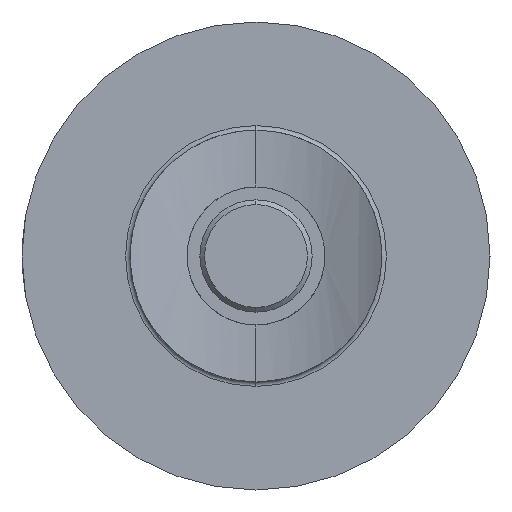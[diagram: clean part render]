
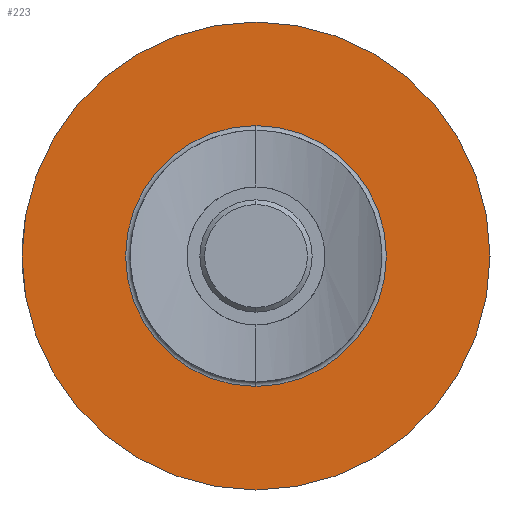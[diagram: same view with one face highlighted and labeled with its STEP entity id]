
A CAD part, left-side view. The second image highlights one B-rep face of the part: STEP entity #223.
In plain terms, the highlighted planar face has unit normal (-1, 0, 0).
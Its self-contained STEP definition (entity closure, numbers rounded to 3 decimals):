
#16 = CIRCLE ( 'NONE', #1429, 13.933 ) ;
#70 = EDGE_CURVE ( 'NONE', #972, #682, #848, .T. ) ;
#130 = VERTEX_POINT ( 'NONE', #216 ) ;
#168 = CARTESIAN_POINT ( 'NONE',  ( -5.728, 0., -25. ) ) ;
#216 = CARTESIAN_POINT ( 'NONE',  ( -5.728, 0., 13.933 ) ) ;
#223 = ADVANCED_FACE ( 'NONE', ( #686, #225 ), #879, .F. ) ;
#225 = FACE_OUTER_BOUND ( 'NONE', #941, .T. ) ;
#282 = DIRECTION ( 'NONE',  ( -1., 0., 0. ) ) ;
#287 = ORIENTED_EDGE ( 'NONE', *, *, #316, .T. ) ;
#291 = DIRECTION ( 'NONE',  ( 0., 0., 1. ) ) ;
#295 = ORIENTED_EDGE ( 'NONE', *, *, #70, .T. ) ;
#316 = EDGE_CURVE ( 'NONE', #682, #972, #467, .T. ) ;
#332 = DIRECTION ( 'NONE',  ( 0., 0., -1. ) ) ;
#355 = CARTESIAN_POINT ( 'NONE',  ( -5.728, 0., 0. ) ) ;
#356 = DIRECTION ( 'NONE',  ( 0., 0., -1. ) ) ;
#370 = AXIS2_PLACEMENT_3D ( 'NONE', #1098, #1722, #1399 ) ;
#450 = EDGE_CURVE ( 'NONE', #130, #1908, #16, .T. ) ;
#467 = CIRCLE ( 'NONE', #1497, 25. ) ;
#682 = VERTEX_POINT ( 'NONE', #776 ) ;
#686 = FACE_BOUND ( 'NONE', #1813, .T. ) ;
#776 = CARTESIAN_POINT ( 'NONE',  ( -5.728, 0., 25. ) ) ;
#814 = DIRECTION ( 'NONE',  ( 1., 0., 0. ) ) ;
#848 = CIRCLE ( 'NONE', #370, 25. ) ;
#879 = PLANE ( 'NONE',  #1560 ) ;
#941 = EDGE_LOOP ( 'NONE', ( #287, #295 ) ) ;
#945 = CARTESIAN_POINT ( 'NONE',  ( -5.728, 0., 0. ) ) ;
#972 = VERTEX_POINT ( 'NONE', #168 ) ;
#1098 = CARTESIAN_POINT ( 'NONE',  ( -5.728, 0., 0. ) ) ;
#1187 = DIRECTION ( 'NONE',  ( 1., 0., 0. ) ) ;
#1206 = CARTESIAN_POINT ( 'NONE',  ( -5.728, 0., -13.933 ) ) ;
#1399 = DIRECTION ( 'NONE',  ( 0., 0., 1. ) ) ;
#1429 = AXIS2_PLACEMENT_3D ( 'NONE', #355, #1888, #332 ) ;
#1497 = AXIS2_PLACEMENT_3D ( 'NONE', #1517, #282, #291 ) ;
#1501 = ORIENTED_EDGE ( 'NONE', *, *, #1554, .T. ) ;
#1517 = CARTESIAN_POINT ( 'NONE',  ( -5.728, 0., 0. ) ) ;
#1554 = EDGE_CURVE ( 'NONE', #1908, #130, #1760, .T. ) ;
#1560 = AXIS2_PLACEMENT_3D ( 'NONE', #1971, #1187, #1797 ) ;
#1722 = DIRECTION ( 'NONE',  ( -1., 0., 0. ) ) ;
#1760 = CIRCLE ( 'NONE', #1987, 13.933 ) ;
#1797 = DIRECTION ( 'NONE',  ( 0., 0., -1. ) ) ;
#1813 = EDGE_LOOP ( 'NONE', ( #1501, #1821 ) ) ;
#1821 = ORIENTED_EDGE ( 'NONE', *, *, #450, .T. ) ;
#1888 = DIRECTION ( 'NONE',  ( 1., 0., 0. ) ) ;
#1908 = VERTEX_POINT ( 'NONE', #1206 ) ;
#1971 = CARTESIAN_POINT ( 'NONE',  ( -5.728, 13.433, 0. ) ) ;
#1987 = AXIS2_PLACEMENT_3D ( 'NONE', #945, #814, #356 ) ;
